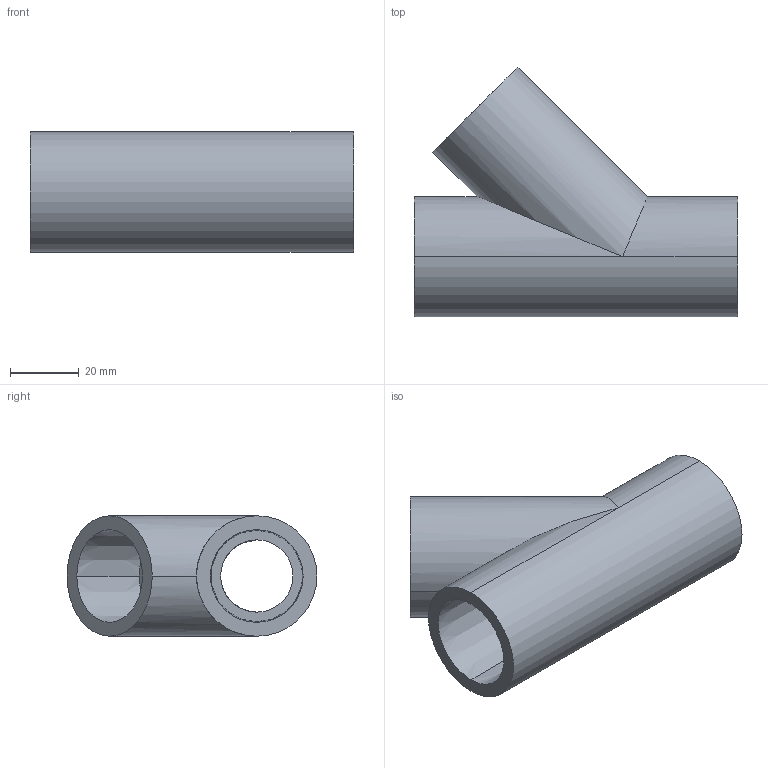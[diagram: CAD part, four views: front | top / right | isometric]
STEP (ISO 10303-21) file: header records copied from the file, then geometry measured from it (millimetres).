
FILE_DESCRIPTION (( 'STEP AP203' ), '1' );
FILE_NAME ('4880K637.step', '2013-02-13T14:50:11', ( 't2jrg' ), ( '' ), 'SwSTEP 2.0', 'SolidWorks 2010', '' );
FILE_SCHEMA (( 'CONFIG_CONTROL_DESIGN' ));
Length unit declared in the file: inch
Products named in the file (1): 4880K637
Bounding box: 93.66 x 72.47 x 34.92 mm (x, y, z)
Volume: 62265.5 mm3; surface area: 25521.5 mm2
Topology: 1 solids, 1 shells, 21 faces, 49 edges, 32 vertices
Faces by surface type: cylinder 9, cone 6, plane 6
Entity records: 698 total; most frequent: CARTESIAN_POINT 127, DIRECTION 109, ORIENTED_EDGE 98, EDGE_CURVE 49, AXIS2_PLACEMENT_3D 46, VERTEX_POINT 32, EDGE_LOOP 27, CIRCLE 24
